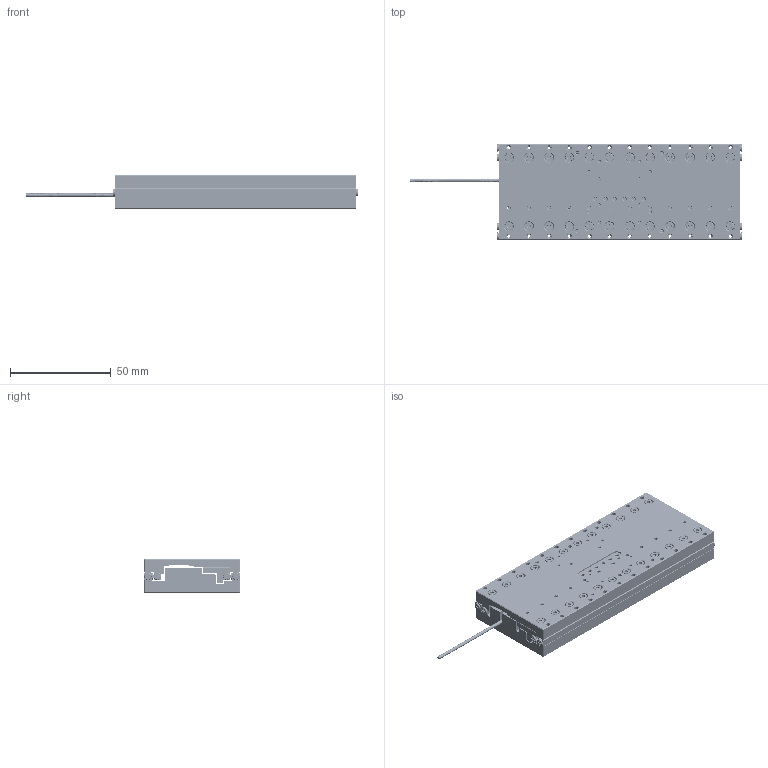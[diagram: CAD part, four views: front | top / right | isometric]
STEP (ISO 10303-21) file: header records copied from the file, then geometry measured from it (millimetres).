
FILE_DESCRIPTION(/* description */ (''),/* implementation_level */ '2;1');
FILE_NAME(/* name */ 'assy_1103_120_000_H7.stp',/* time_stamp */ '2024-03-18T16:59:58+01:00',/* author */ (''),/* organization */ (''),/* preprocessor_version */ 'ST-DEVELOPER v16',/* originating_system */ 'SIEMENS PLM Software NX 10.0',/* authorisation */ '');
FILE_SCHEMA (('AUTOMOTIVE_DESIGN { 1 0 10303 214 3 1 1 1 }'));
Length unit declared in the file: millimetre
Products named in the file (10): SV1120__29Z_Body; SV1120__29Z_Roller; Bout_M2_L8; cable; T_lat_1103_120_008_A5; ceramic_ruler_W5_T2_L120; top_plate_1103_120_002_G2; bottom_plate_1103_120_001_G7; SVS1120_29Z; assy_1103_120_000_H7
Assembly tree (34 placements, depth 3):
  assy_1103_120_000_H7
    bottom_plate_1103_120_001_G7
    top_plate_1103_120_002_G2
    SVS1120_29Z  x2
      SV1120__29Z_Roller
      SV1120__29Z_Body
    ceramic_ruler_W5_T2_L120
    T_lat_1103_120_008_A5
    cable
    Bout_M2_L8  x24
Bounding box: 164.8 x 47.6 x 16.8 mm (x, y, z)
Volume: 73339.3 mm3; surface area: 54975.8 mm2
Topology: 35 solids, 35 shells, 2269 faces, 6249 edges, 4026 vertices
Faces by surface type: plane 1128, cylinder 558, cone 486, bspline 73, torus 24
Full cylindrical faces by diameter (mm): 1.25 x36, 1.6 x50, 1.675 x8, 1.7 x48, 2 x3, 2.05 x24, 2.1 x4, 2.4 x48, 2.9 x4, 3 x48, 3.4 x8, 3.6 x8, 3.8 x24, 4.4 x36, 5.5 x4
Entity records: 43517 total; most frequent: CARTESIAN_POINT 12587, DIRECTION 6266, ORIENTED_EDGE 5712, EDGE_CURVE 2856, AXIS2_PLACEMENT_3D 2347, EDGE_LOOP 2153, VERTEX_POINT 2119, LINE 1572
